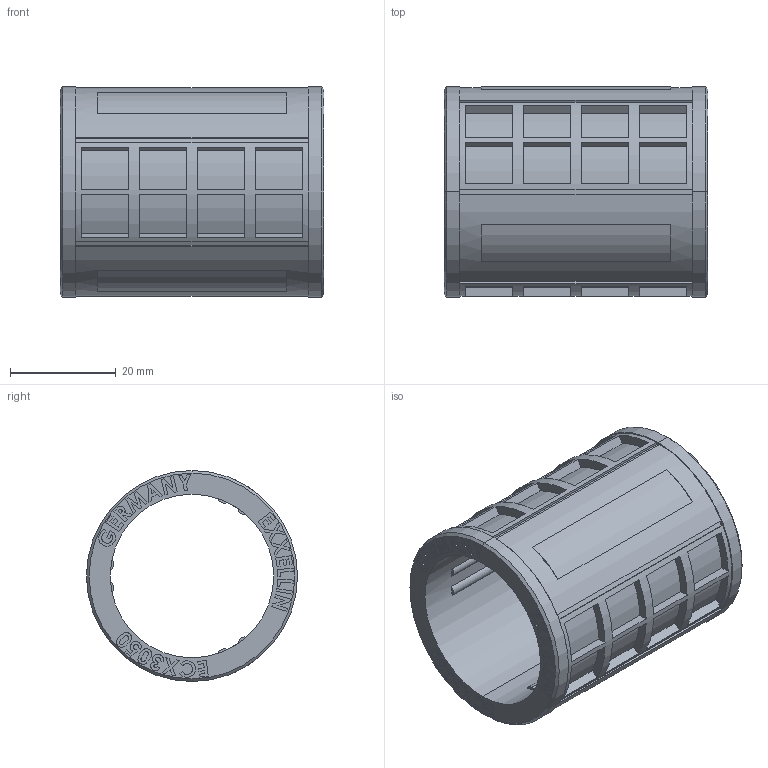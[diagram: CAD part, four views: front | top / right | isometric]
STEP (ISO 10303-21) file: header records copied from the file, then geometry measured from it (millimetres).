
FILE_DESCRIPTION (( 'STEP AP214' ), '1' );
FILE_NAME ('EXCE30-3D.STEP', '2016-07-05T08:54:31', ( '' ), ( '' ), 'SwSTEP 2.0', 'SolidWorks 2016', '' );
FILE_SCHEMA (( 'AUTOMOTIVE_DESIGN' ));
Length unit declared in the file: millimetre
Products named in the file (1): EXCE30-3D
Bounding box: 50 x 40 x 40 mm (x, y, z)
Volume: 21141.3 mm3; surface area: 13722.6 mm2
Topology: 1 solids, 1 shells, 727 faces, 1910 edges, 1272 vertices
Faces by surface type: plane 550, bspline 126, cylinder 47, cone 4
Entity records: 30008 total; most frequent: CARTESIAN_POINT 12180, ORIENTED_EDGE 3820, DIRECTION 3026, EDGE_CURVE 1910, VECTOR 1494, LINE 1494, VERTEX_POINT 1272, EDGE_LOOP 816
